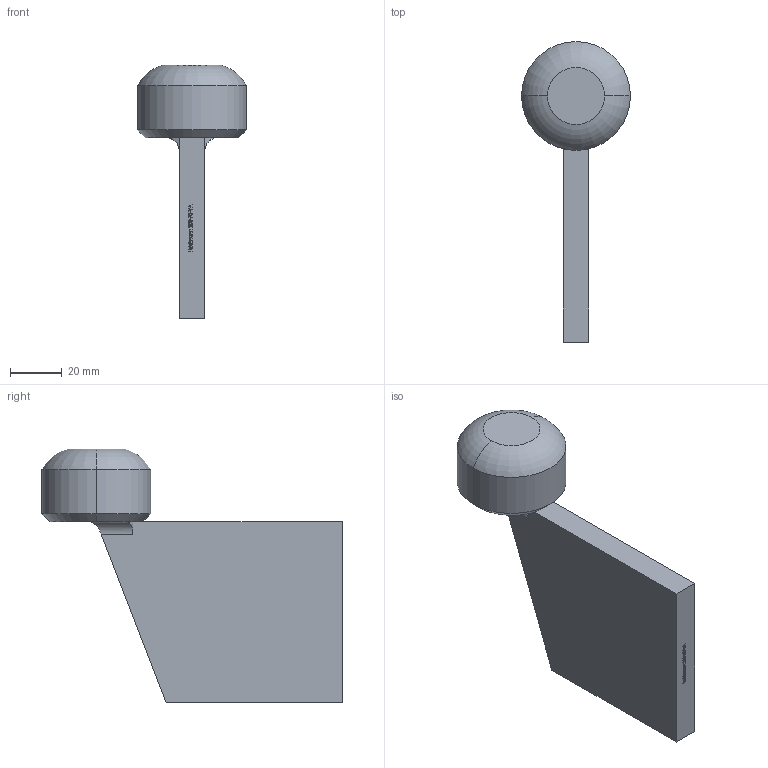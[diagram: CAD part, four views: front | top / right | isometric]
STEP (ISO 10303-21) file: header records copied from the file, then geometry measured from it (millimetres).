
FILE_DESCRIPTION (( 'STEP AP203' ), '1' );
FILE_NAME ('200-70-VA.STEP', '2021-03-29T10:43:36', ( '' ), ( '' ), 'SwSTEP 2.0', 'SolidWorks 2018', '' );
FILE_SCHEMA (( 'CONFIG_CONTROL_DESIGN' ));
Length unit declared in the file: millimetre
Products named in the file (5): 200-70-VA  Teil 1_200-70-VA Teil1; 200-70-VA  Teil 1; 200-70-VA; 200-70-VA Teil 2_200-70-VA Teil 2; 200-70-VA Teil 2
Assembly tree (2 placements, depth 2):
  200-70-VA  Teil 1
  200-70-VA
    200-70-VA Teil 2_200-70-VA Teil 2
    200-70-VA  Teil 1_200-70-VA Teil1
  200-70-VA Teil 2
Bounding box: 42 x 116 x 98 mm (x, y, z)
Volume: 90458.3 mm3; surface area: 24646.2 mm2
Topology: 2 solids, 2 shells, 229 faces, 588 edges, 390 vertices
Faces by surface type: plane 129, bspline 81, cylinder 13, cone 4, torus 2
Entity records: 12161 total; most frequent: CARTESIAN_POINT 6676, ORIENTED_EDGE 1176, DIRECTION 758, EDGE_CURVE 588, VERTEX_POINT 390, LINE 390, VECTOR 390, EDGE_LOOP 256
